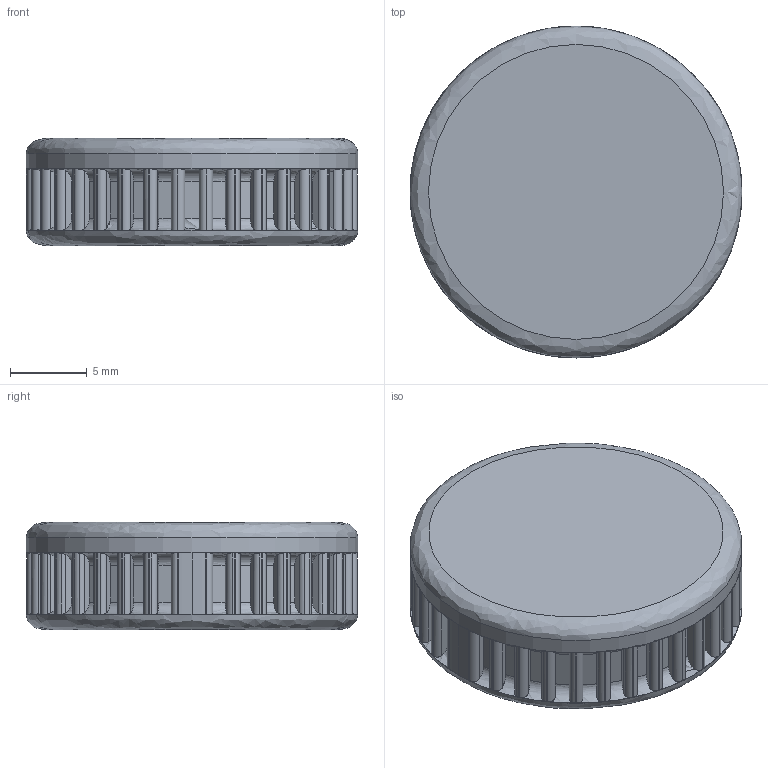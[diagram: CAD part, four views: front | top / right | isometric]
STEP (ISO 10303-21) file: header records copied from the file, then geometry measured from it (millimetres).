
FILE_DESCRIPTION(('HOOPS Exchange Step'),'2;1');
FILE_NAME('temp_export','2024-01-27T22:37:45+19:00',('jscotto'),('Shapr3D Limited'),'HOOPS Exchange 2023.2','Shapr3D','Authorized');
FILE_SCHEMA( ('AUTOMOTIVE_DESIGN { 1 0 10303 214 1 1 1 1 }') );
Length unit declared in the file: millimetre
Products named in the file (2): B; Top
Assembly tree (1 placements, depth 2):
  Top
    B
Bounding box: 21.6 x 21.6 x 7 mm (x, y, z)
Volume: 2349.7 mm3; surface area: 2887.3 mm2
Topology: 3 solids, 3 shells, 331 faces, 963 edges, 646 vertices
Faces by surface type: cylinder 129, plane 122, extrusion 72, bspline 8
Full cylindrical faces by diameter (mm): 21.6 x1
Entity records: 17149 total; most frequent: CARTESIAN_POINT 9621, ORIENTED_EDGE 1926, DIRECTION 1047, EDGE_CURVE 963, VERTEX_POINT 646, B_SPLINE_CURVE_WITH_KNOTS 425, VECTOR 387, EDGE_LOOP 347
